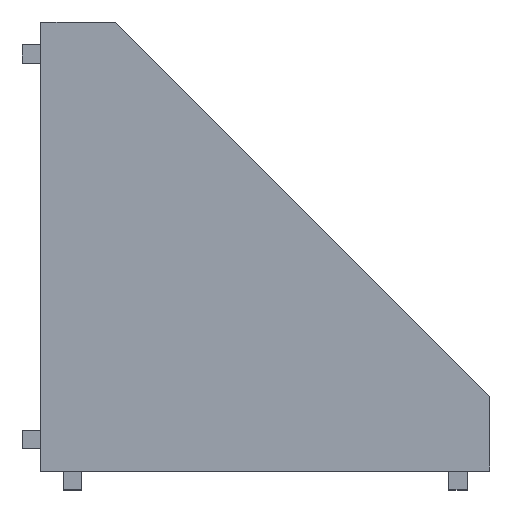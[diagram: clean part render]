
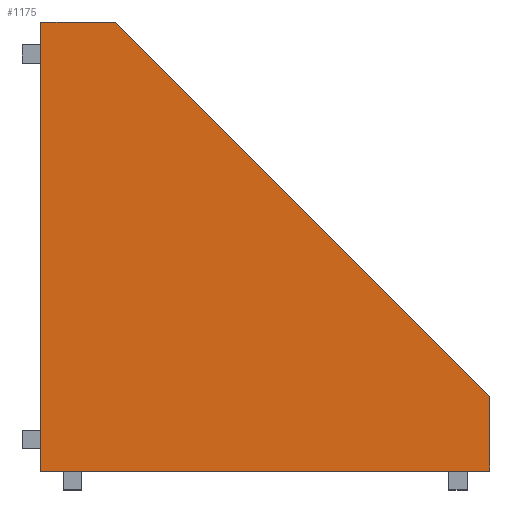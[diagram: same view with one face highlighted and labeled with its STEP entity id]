
A CAD part, top view. The second image highlights one B-rep face of the part: STEP entity #1175.
In plain terms, the highlighted planar face has unit normal (0, 0, 1).
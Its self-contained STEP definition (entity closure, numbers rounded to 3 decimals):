
#13 = ORIENTED_EDGE ( 'NONE', *, *, #338, .T. ) ;
#84 = CARTESIAN_POINT ( 'NONE',  ( 0., 0., 14. ) ) ;
#106 = DIRECTION ( 'NONE',  ( 1., 0., 0. ) ) ;
#129 = DIRECTION ( 'NONE',  ( -0.707, 0.707, 0. ) ) ;
#132 = EDGE_CURVE ( 'NONE', #1343, #599, #534, .T. ) ;
#134 = VERTEX_POINT ( 'NONE', #639 ) ;
#140 = EDGE_CURVE ( 'NONE', #1208, #172, #221, .T. ) ;
#172 = VERTEX_POINT ( 'NONE', #416 ) ;
#184 = DIRECTION ( 'NONE',  ( 0., -1., 0. ) ) ;
#188 = LINE ( 'NONE', #841, #645 ) ;
#190 = CARTESIAN_POINT ( 'NONE',  ( 60., 0., 14. ) ) ;
#191 = DIRECTION ( 'NONE',  ( -1., 0., 0. ) ) ;
#221 = LINE ( 'NONE', #322, #1151 ) ;
#301 = CARTESIAN_POINT ( 'NONE',  ( 0., 0., 14. ) ) ;
#322 = CARTESIAN_POINT ( 'NONE',  ( 5., 60., 14. ) ) ;
#338 = EDGE_CURVE ( 'NONE', #134, #1208, #456, .T. ) ;
#342 = CARTESIAN_POINT ( 'NONE',  ( 10., 60., 14. ) ) ;
#376 = VECTOR ( 'NONE', #184, 1000. ) ;
#416 = CARTESIAN_POINT ( 'NONE',  ( 0., 60., 14. ) ) ;
#452 = EDGE_CURVE ( 'NONE', #172, #1343, #1052, .T. ) ;
#456 = LINE ( 'NONE', #342, #1218 ) ;
#534 = LINE ( 'NONE', #84, #962 ) ;
#599 = VERTEX_POINT ( 'NONE', #190 ) ;
#612 = CARTESIAN_POINT ( 'NONE',  ( 0., 60., 14. ) ) ;
#639 = CARTESIAN_POINT ( 'NONE',  ( 60., 10., 14. ) ) ;
#645 = VECTOR ( 'NONE', #708, 1000. ) ;
#708 = DIRECTION ( 'NONE',  ( 0., 1., 0. ) ) ;
#716 = AXIS2_PLACEMENT_3D ( 'NONE', #301, #1395, #106 ) ;
#833 = ORIENTED_EDGE ( 'NONE', *, *, #140, .T. ) ;
#841 = CARTESIAN_POINT ( 'NONE',  ( 60., 0., 14. ) ) ;
#871 = DIRECTION ( 'NONE',  ( 1., 0., 0. ) ) ;
#954 = PLANE ( 'NONE',  #716 ) ;
#962 = VECTOR ( 'NONE', #871, 1000. ) ;
#966 = EDGE_CURVE ( 'NONE', #599, #134, #188, .T. ) ;
#993 = CARTESIAN_POINT ( 'NONE',  ( 0., 0., 14. ) ) ;
#1052 = LINE ( 'NONE', #612, #376 ) ;
#1151 = VECTOR ( 'NONE', #191, 1000. ) ;
#1175 = ADVANCED_FACE ( 'NONE', ( #1187 ), #954, .T. ) ;
#1187 = FACE_OUTER_BOUND ( 'NONE', #1393, .T. ) ;
#1198 = CARTESIAN_POINT ( 'NONE',  ( 10., 60., 14. ) ) ;
#1208 = VERTEX_POINT ( 'NONE', #1198 ) ;
#1218 = VECTOR ( 'NONE', #129, 1000. ) ;
#1311 = ORIENTED_EDGE ( 'NONE', *, *, #132, .T. ) ;
#1314 = ORIENTED_EDGE ( 'NONE', *, *, #966, .T. ) ;
#1323 = ORIENTED_EDGE ( 'NONE', *, *, #452, .T. ) ;
#1343 = VERTEX_POINT ( 'NONE', #993 ) ;
#1393 = EDGE_LOOP ( 'NONE', ( #833, #1323, #1311, #1314, #13 ) ) ;
#1395 = DIRECTION ( 'NONE',  ( 0., 0., 1. ) ) ;
